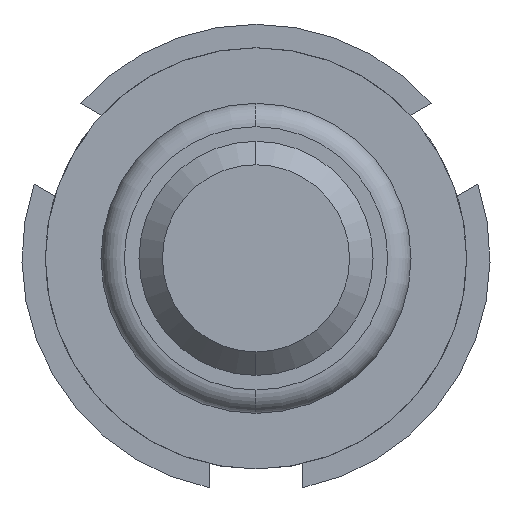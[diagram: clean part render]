
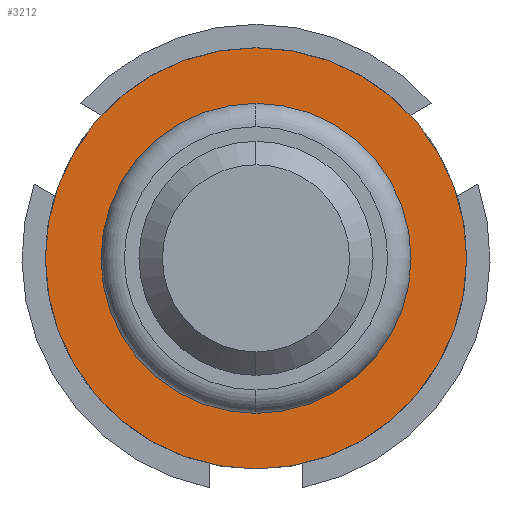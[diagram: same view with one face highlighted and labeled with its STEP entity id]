
A CAD part, front view. The second image highlights one B-rep face of the part: STEP entity #3212.
In plain terms, the highlighted planar face has unit normal (0, -1, 0).
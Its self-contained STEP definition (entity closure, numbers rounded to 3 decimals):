
#15 = CIRCLE ( 'NONE', #1888, 1.325 ) ;
#50 = CARTESIAN_POINT ( 'NONE',  ( 0., -1.8, -1.8 ) ) ;
#267 = VERTEX_POINT ( 'NONE', #2529 ) ;
#349 = DIRECTION ( 'NONE',  ( 0., 1., 0. ) ) ;
#412 = DIRECTION ( 'NONE',  ( 0., 1., 0. ) ) ;
#447 = CARTESIAN_POINT ( 'NONE',  ( 0., -1.8, 0. ) ) ;
#510 = DIRECTION ( 'NONE',  ( 0., 1., 0. ) ) ;
#534 = CIRCLE ( 'NONE', #1573, 1.8 ) ;
#574 = VERTEX_POINT ( 'NONE', #4372 ) ;
#784 = AXIS2_PLACEMENT_3D ( 'NONE', #3457, #349, #1032 ) ;
#840 = CARTESIAN_POINT ( 'NONE',  ( 0., -1.8, 0. ) ) ;
#1032 = DIRECTION ( 'NONE',  ( 0., 0., 1. ) ) ;
#1041 = EDGE_LOOP ( 'NONE', ( #4445, #3486 ) ) ;
#1267 = AXIS2_PLACEMENT_3D ( 'NONE', #840, #510, #2600 ) ;
#1573 = AXIS2_PLACEMENT_3D ( 'NONE', #447, #4329, #3916 ) ;
#1832 = CIRCLE ( 'NONE', #1267, 1.325 ) ;
#1888 = AXIS2_PLACEMENT_3D ( 'NONE', #3227, #412, #2540 ) ;
#1906 = CIRCLE ( 'NONE', #2759, 1.8 ) ;
#1915 = EDGE_CURVE ( 'Defeature ausgef�hrt4_13+Defeature ausgef�hrt4_14+Defeature ausgef�hrt4_14+Defeature ausgef�hrt4_14', #267, #3731, #15, .T. ) ;
#2083 = FACE_OUTER_BOUND ( 'NONE', #2518, .T. ) ;
#2370 = CARTESIAN_POINT ( 'NONE',  ( 0., -1.8, 0. ) ) ;
#2474 = ORIENTED_EDGE ( 'NONE', *, *, #3459, .F. ) ;
#2518 = EDGE_LOOP ( 'NONE', ( #2474, #2626 ) ) ;
#2529 = CARTESIAN_POINT ( 'NONE',  ( 0., -1.8, -1.325 ) ) ;
#2531 = EDGE_CURVE ( 'Defeature ausgef�hrt4_13+Defeature ausgef�hrt4_14+Defeature ausgef�hrt4_14+Defeature ausgef�hrt4_14', #3731, #267, #1832, .T. ) ;
#2540 = DIRECTION ( 'NONE',  ( 0., 0., 1. ) ) ;
#2600 = DIRECTION ( 'NONE',  ( 0., 0., 1. ) ) ;
#2626 = ORIENTED_EDGE ( 'NONE', *, *, #3685, .F. ) ;
#2759 = AXIS2_PLACEMENT_3D ( 'NONE', #2370, #3048, #4136 ) ;
#2763 = PLANE ( 'NONE',  #784 ) ;
#2778 = FACE_BOUND ( 'NONE', #1041, .T. ) ;
#3048 = DIRECTION ( 'NONE',  ( 0., 1., 0. ) ) ;
#3212 = ADVANCED_FACE ( 'Defeature ausgef�hrt4_13', ( #2083, #2778 ), #2763, .F. ) ;
#3227 = CARTESIAN_POINT ( 'NONE',  ( 0., -1.8, 0. ) ) ;
#3457 = CARTESIAN_POINT ( 'NONE',  ( 1.8, -1.8, 0. ) ) ;
#3459 = EDGE_CURVE ( 'Defeature ausgef�hrt4_12+Defeature ausgef�hrt4_13+Defeature ausgef�hrt4_13+Defeature ausgef�hrt4_13', #574, #4283, #534, .T. ) ;
#3486 = ORIENTED_EDGE ( 'NONE', *, *, #1915, .T. ) ;
#3685 = EDGE_CURVE ( 'Defeature ausgef�hrt4_12+Defeature ausgef�hrt4_13+Defeature ausgef�hrt4_13+Defeature ausgef�hrt4_13', #4283, #574, #1906, .T. ) ;
#3731 = VERTEX_POINT ( 'NONE', #4207 ) ;
#3916 = DIRECTION ( 'NONE',  ( 0., 0., 1. ) ) ;
#4136 = DIRECTION ( 'NONE',  ( 0., 0., 1. ) ) ;
#4207 = CARTESIAN_POINT ( 'NONE',  ( 0., -1.8, 1.325 ) ) ;
#4283 = VERTEX_POINT ( 'NONE', #50 ) ;
#4329 = DIRECTION ( 'NONE',  ( 0., 1., 0. ) ) ;
#4372 = CARTESIAN_POINT ( 'NONE',  ( 0., -1.8, 1.8 ) ) ;
#4445 = ORIENTED_EDGE ( 'NONE', *, *, #2531, .T. ) ;
